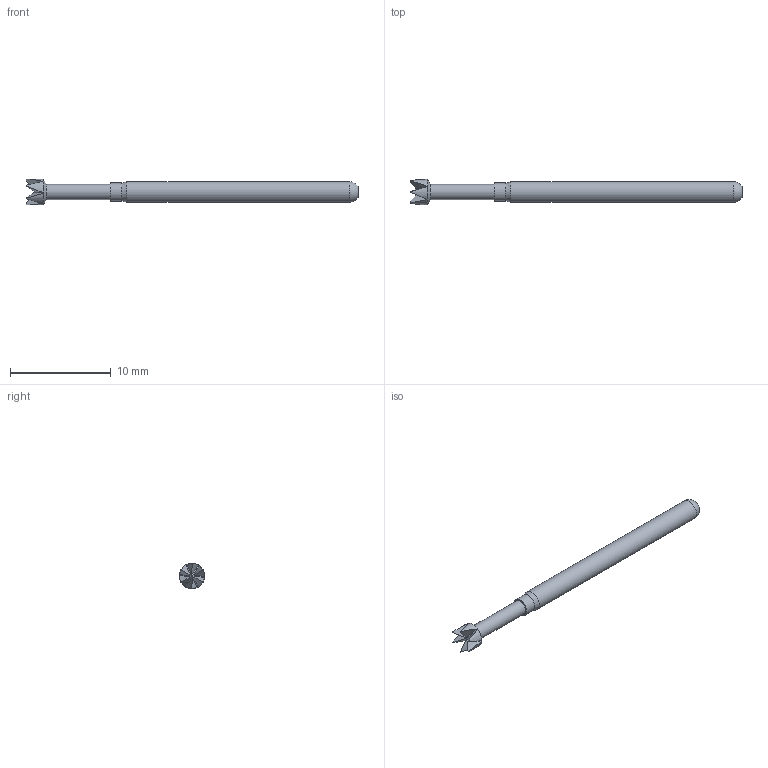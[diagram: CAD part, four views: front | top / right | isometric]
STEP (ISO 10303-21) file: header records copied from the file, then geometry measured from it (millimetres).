
FILE_DESCRIPTION (( 'STEP AP214' ), '1' );
FILE_NAME ('125-2556.STEP', '2021-10-08T11:55:31', ( '' ), ( '' ), 'SwSTEP 2.0', 'SolidWorks 2020', '' );
FILE_SCHEMA (( 'AUTOMOTIVE_DESIGN' ));
Length unit declared in the file: inch
Products named in the file (1): 125-2556
Bounding box: 33.02 x 2.54 x 2.54 mm (x, y, z)
Volume: 94.9 mm3; surface area: 212.8 mm2
Topology: 1 solids, 1 shells, 34 faces, 84 edges, 53 vertices
Faces by surface type: bspline 18, plane 8, cylinder 4, cone 3, sphere 1
Full cylindrical faces by diameter (mm): 1.499 x1, 1.796 x1, 2.032 x1, 2.54 x1
Entity records: 4610 total; most frequent: CARTESIAN_POINT 3891, ORIENTED_EDGE 148, EDGE_CURVE 74, DIRECTION 64, B_SPLINE_CURVE_WITH_KNOTS 59, VERTEX_POINT 51, EDGE_LOOP 43, FACE_OUTER_BOUND 38
